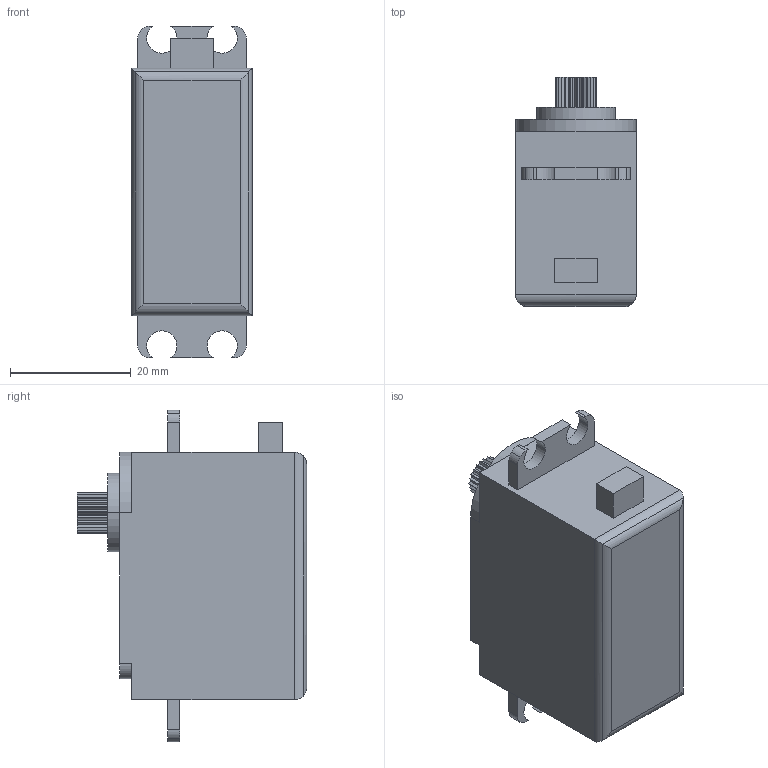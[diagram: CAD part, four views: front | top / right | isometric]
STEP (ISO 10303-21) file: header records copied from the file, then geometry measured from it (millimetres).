
FILE_DESCRIPTION (( 'STEP AP203' ), '1' );
FILE_NAME ('Servo.ipt_Predeterminado_sldprt.STEP', '2020-06-24T19:49:35', ( '' ), ( '' ), 'SwSTEP 2.0', 'SolidWorks 2020', '' );
FILE_SCHEMA (( 'CONFIG_CONTROL_DESIGN' ));
Length unit declared in the file: millimetre
Products named in the file (1): Servo.ipt_Predeterminado_sldprt
Bounding box: 20 x 38 x 55 mm (x, y, z)
Volume: 25918.5 mm3; surface area: 6095.4 mm2
Topology: 1 solids, 1 shells, 136 faces, 378 edges, 249 vertices
Faces by surface type: plane 80, cylinder 56
Entity records: 4424 total; most frequent: CARTESIAN_POINT 788, ORIENTED_EDGE 756, DIRECTION 741, EDGE_CURVE 378, LINE 273, VECTOR 273, VERTEX_POINT 249, AXIS2_PLACEMENT_3D 234
